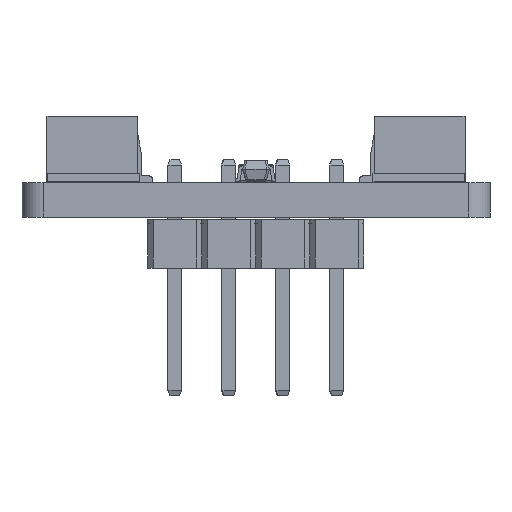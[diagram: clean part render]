
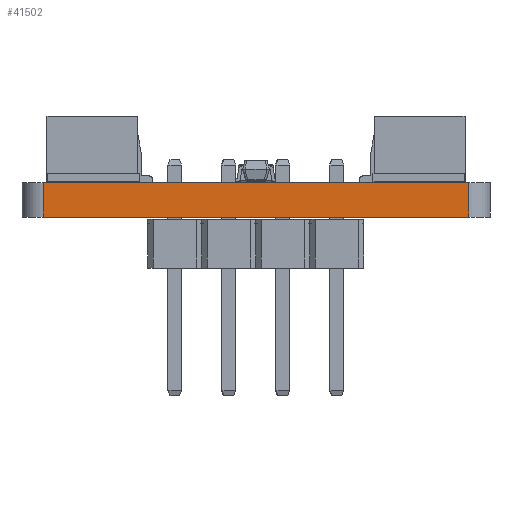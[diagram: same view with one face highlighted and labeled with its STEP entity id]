
A CAD part, front view. The second image highlights one B-rep face of the part: STEP entity #41502.
In plain terms, the highlighted planar face has unit normal (0, -1, 0).
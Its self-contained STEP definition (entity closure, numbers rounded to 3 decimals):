
#40458 = PLANE('',#40459);
#40459 = AXIS2_PLACEMENT_3D('',#40460,#40461,#40462);
#40460 = CARTESIAN_POINT('',(11.,11.,1.6));
#40461 = DIRECTION('',(0.,0.,1.));
#40462 = DIRECTION('',(1.,0.,-0.));
#40513 = PLANE('',#40514);
#40514 = AXIS2_PLACEMENT_3D('',#40515,#40516,#40517);
#40515 = CARTESIAN_POINT('',(11.,11.,0.));
#40516 = DIRECTION('',(0.,0.,1.));
#40517 = DIRECTION('',(1.,0.,-0.));
#40546 = CYLINDRICAL_SURFACE('',#40547,1.);
#40547 = AXIS2_PLACEMENT_3D('',#40548,#40549,#40550);
#40548 = CARTESIAN_POINT('',(21.,1.,0.));
#40549 = DIRECTION('',(-0.,-0.,-1.));
#40550 = DIRECTION('',(1.,0.,-0.));
#40735 = VERTEX_POINT('',#40736);
#40736 = CARTESIAN_POINT('',(1.,-0.,0.));
#40751 = CYLINDRICAL_SURFACE('',#40752,1.);
#40752 = AXIS2_PLACEMENT_3D('',#40753,#40754,#40755);
#40753 = CARTESIAN_POINT('',(1.,1.,0.));
#40754 = DIRECTION('',(-0.,-0.,-1.));
#40755 = DIRECTION('',(1.,0.,-0.));
#40763 = EDGE_CURVE('',#40735,#40764,#40766,.T.);
#40764 = VERTEX_POINT('',#40765);
#40765 = CARTESIAN_POINT('',(21.,-0.,0.));
#40766 = SURFACE_CURVE('',#40767,(#40771,#40778),.PCURVE_S1.);
#40767 = LINE('',#40768,#40769);
#40768 = CARTESIAN_POINT('',(1.,-0.,0.));
#40769 = VECTOR('',#40770,1.);
#40770 = DIRECTION('',(1.,0.,0.));
#40771 = PCURVE('',#40513,#40772);
#40772 = DEFINITIONAL_REPRESENTATION('',(#40773),#40777);
#40773 = LINE('',#40774,#40775);
#40774 = CARTESIAN_POINT('',(-10.,-11.));
#40775 = VECTOR('',#40776,1.);
#40776 = DIRECTION('',(1.,0.));
#40777 = ( GEOMETRIC_REPRESENTATION_CONTEXT(2) 
PARAMETRIC_REPRESENTATION_CONTEXT() REPRESENTATION_CONTEXT('2D SPACE',''
  ) );
#40778 = PCURVE('',#40779,#40784);
#40779 = PLANE('',#40780);
#40780 = AXIS2_PLACEMENT_3D('',#40781,#40782,#40783);
#40781 = CARTESIAN_POINT('',(1.,0.,0.));
#40782 = DIRECTION('',(0.,1.,0.));
#40783 = DIRECTION('',(1.,0.,0.));
#40784 = DEFINITIONAL_REPRESENTATION('',(#40785),#40789);
#40785 = LINE('',#40786,#40787);
#40786 = CARTESIAN_POINT('',(0.,0.));
#40787 = VECTOR('',#40788,1.);
#40788 = DIRECTION('',(1.,0.));
#40789 = ( GEOMETRIC_REPRESENTATION_CONTEXT(2) 
PARAMETRIC_REPRESENTATION_CONTEXT() REPRESENTATION_CONTEXT('2D SPACE',''
  ) );
#41146 = VERTEX_POINT('',#41147);
#41147 = CARTESIAN_POINT('',(1.,0.,1.6));
#41169 = EDGE_CURVE('',#41146,#41170,#41172,.T.);
#41170 = VERTEX_POINT('',#41171);
#41171 = CARTESIAN_POINT('',(21.,0.,1.6));
#41172 = SURFACE_CURVE('',#41173,(#41177,#41184),.PCURVE_S1.);
#41173 = LINE('',#41174,#41175);
#41174 = CARTESIAN_POINT('',(1.,0.,1.6));
#41175 = VECTOR('',#41176,1.);
#41176 = DIRECTION('',(1.,0.,0.));
#41177 = PCURVE('',#40458,#41178);
#41178 = DEFINITIONAL_REPRESENTATION('',(#41179),#41183);
#41179 = LINE('',#41180,#41181);
#41180 = CARTESIAN_POINT('',(-10.,-11.));
#41181 = VECTOR('',#41182,1.);
#41182 = DIRECTION('',(1.,0.));
#41183 = ( GEOMETRIC_REPRESENTATION_CONTEXT(2) 
PARAMETRIC_REPRESENTATION_CONTEXT() REPRESENTATION_CONTEXT('2D SPACE',''
  ) );
#41184 = PCURVE('',#40779,#41185);
#41185 = DEFINITIONAL_REPRESENTATION('',(#41186),#41190);
#41186 = LINE('',#41187,#41188);
#41187 = CARTESIAN_POINT('',(0.,-1.6));
#41188 = VECTOR('',#41189,1.);
#41189 = DIRECTION('',(1.,0.));
#41190 = ( GEOMETRIC_REPRESENTATION_CONTEXT(2) 
PARAMETRIC_REPRESENTATION_CONTEXT() REPRESENTATION_CONTEXT('2D SPACE',''
  ) );
#41452 = EDGE_CURVE('',#40764,#41170,#41453,.T.);
#41453 = SURFACE_CURVE('',#41454,(#41458,#41465),.PCURVE_S1.);
#41454 = LINE('',#41455,#41456);
#41455 = CARTESIAN_POINT('',(21.,-0.,0.));
#41456 = VECTOR('',#41457,1.);
#41457 = DIRECTION('',(0.,0.,1.));
#41458 = PCURVE('',#40546,#41459);
#41459 = DEFINITIONAL_REPRESENTATION('',(#41460),#41464);
#41460 = LINE('',#41461,#41462);
#41461 = CARTESIAN_POINT('',(-4.712,0.));
#41462 = VECTOR('',#41463,1.);
#41463 = DIRECTION('',(-0.,-1.));
#41464 = ( GEOMETRIC_REPRESENTATION_CONTEXT(2) 
PARAMETRIC_REPRESENTATION_CONTEXT() REPRESENTATION_CONTEXT('2D SPACE',''
  ) );
#41465 = PCURVE('',#40779,#41466);
#41466 = DEFINITIONAL_REPRESENTATION('',(#41467),#41471);
#41467 = LINE('',#41468,#41469);
#41468 = CARTESIAN_POINT('',(20.,0.));
#41469 = VECTOR('',#41470,1.);
#41470 = DIRECTION('',(0.,-1.));
#41471 = ( GEOMETRIC_REPRESENTATION_CONTEXT(2) 
PARAMETRIC_REPRESENTATION_CONTEXT() REPRESENTATION_CONTEXT('2D SPACE',''
  ) );
#41502 = ADVANCED_FACE('',(#41503),#40779,.F.);
#41503 = FACE_BOUND('',#41504,.F.);
#41504 = EDGE_LOOP('',(#41505,#41526,#41527,#41528));
#41505 = ORIENTED_EDGE('',*,*,#41506,.T.);
#41506 = EDGE_CURVE('',#40735,#41146,#41507,.T.);
#41507 = SURFACE_CURVE('',#41508,(#41512,#41519),.PCURVE_S1.);
#41508 = LINE('',#41509,#41510);
#41509 = CARTESIAN_POINT('',(1.,-0.,0.));
#41510 = VECTOR('',#41511,1.);
#41511 = DIRECTION('',(0.,0.,1.));
#41512 = PCURVE('',#40779,#41513);
#41513 = DEFINITIONAL_REPRESENTATION('',(#41514),#41518);
#41514 = LINE('',#41515,#41516);
#41515 = CARTESIAN_POINT('',(0.,0.));
#41516 = VECTOR('',#41517,1.);
#41517 = DIRECTION('',(0.,-1.));
#41518 = ( GEOMETRIC_REPRESENTATION_CONTEXT(2) 
PARAMETRIC_REPRESENTATION_CONTEXT() REPRESENTATION_CONTEXT('2D SPACE',''
  ) );
#41519 = PCURVE('',#40751,#41520);
#41520 = DEFINITIONAL_REPRESENTATION('',(#41521),#41525);
#41521 = LINE('',#41522,#41523);
#41522 = CARTESIAN_POINT('',(-4.712,0.));
#41523 = VECTOR('',#41524,1.);
#41524 = DIRECTION('',(-0.,-1.));
#41525 = ( GEOMETRIC_REPRESENTATION_CONTEXT(2) 
PARAMETRIC_REPRESENTATION_CONTEXT() REPRESENTATION_CONTEXT('2D SPACE',''
  ) );
#41526 = ORIENTED_EDGE('',*,*,#41169,.T.);
#41527 = ORIENTED_EDGE('',*,*,#41452,.F.);
#41528 = ORIENTED_EDGE('',*,*,#40763,.F.);
